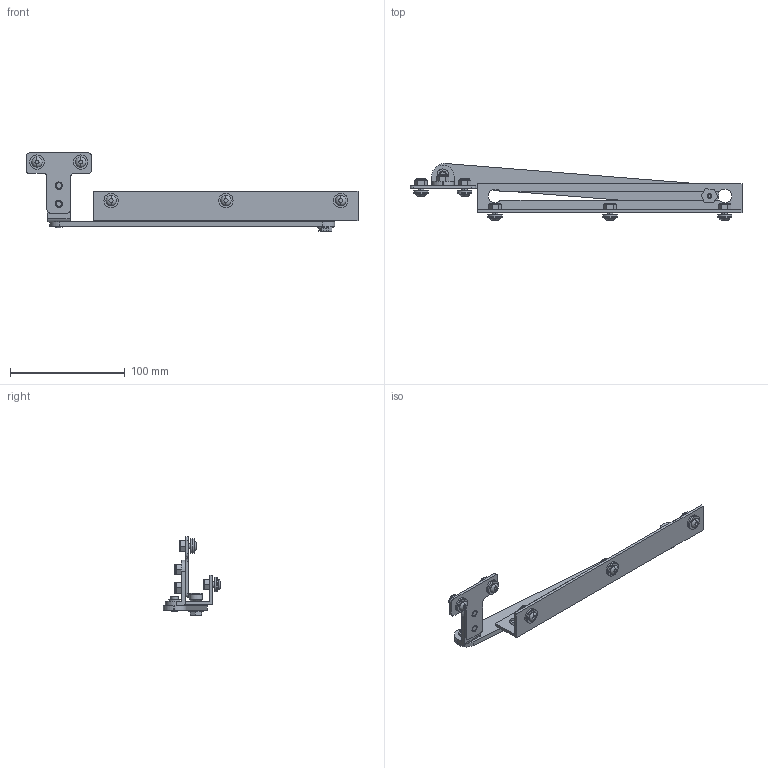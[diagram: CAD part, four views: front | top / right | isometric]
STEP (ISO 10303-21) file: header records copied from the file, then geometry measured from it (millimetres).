
FILE_DESCRIPTION (( 'STEP AP203' ), '1' );
FILE_NAME ('DSTOPK_Default.step', '2019-10-31T16:45:35', ( '' ), ( '' ), 'SwSTEP 2.0', 'SolidWorks 2018', '' );
FILE_SCHEMA (( 'CONFIG_CONTROL_DESIGN' ));
Length unit declared in the file: inch
Products named in the file (1): DSTOPK_Default
Bounding box: 289.27 x 49.71 x 68.31 mm (x, y, z)
Volume: 56966.2 mm3; surface area: 48318.2 mm2
Topology: 27 solids, 27 shells, 459 faces, 1074 edges, 698 vertices
Faces by surface type: plane 237, cylinder 169, bspline 35, torus 10, cone 8
Entity records: 14374 total; most frequent: CARTESIAN_POINT 3689, DIRECTION 2222, ORIENTED_EDGE 2148, EDGE_CURVE 1074, AXIS2_PLACEMENT_3D 835, VERTEX_POINT 698, LINE 552, VECTOR 552
